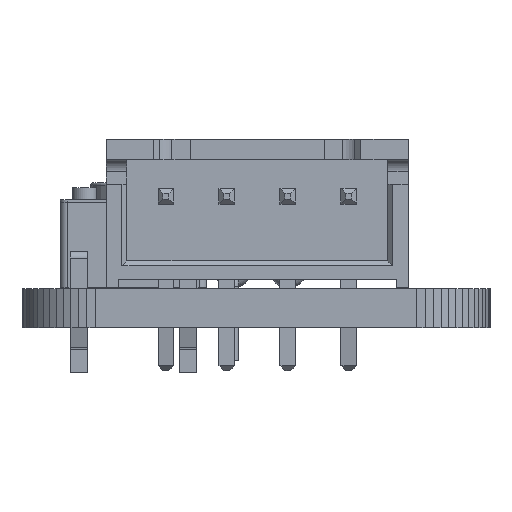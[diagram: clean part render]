
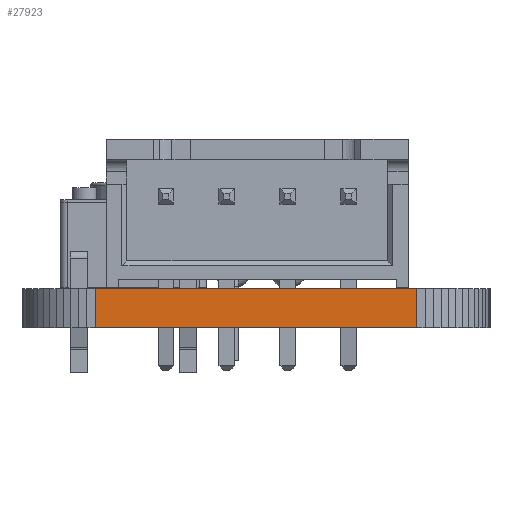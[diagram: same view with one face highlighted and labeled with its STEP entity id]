
A CAD part, front view. The second image highlights one B-rep face of the part: STEP entity #27923.
In plain terms, the highlighted planar face has unit normal (0, -1, 0).
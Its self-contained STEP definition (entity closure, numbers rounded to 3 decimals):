
#20835 = PLANE('',#20836);
#20836 = AXIS2_PLACEMENT_3D('',#20837,#20838,#20839);
#20837 = CARTESIAN_POINT('',(145.998,-82.,1.6));
#20838 = DIRECTION('',(-0.,-0.,-1.));
#20839 = DIRECTION('',(-1.,0.,0.));
#20889 = PLANE('',#20890);
#20890 = AXIS2_PLACEMENT_3D('',#20891,#20892,#20893);
#20891 = CARTESIAN_POINT('',(145.998,-82.,0.));
#20892 = DIRECTION('',(-0.,-0.,-1.));
#20893 = DIRECTION('',(-1.,0.,0.));
#21754 = VERTEX_POINT('',#21755);
#21755 = CARTESIAN_POINT('',(152.598,-103.5,0.));
#21769 = PLANE('',#21770);
#21770 = AXIS2_PLACEMENT_3D('',#21771,#21772,#21773);
#21771 = CARTESIAN_POINT('',(152.934,-103.481,0.));
#21772 = DIRECTION('',(0.056,-0.998,0.));
#21773 = DIRECTION('',(-0.998,-0.056,0.));
#21781 = EDGE_CURVE('',#21754,#21782,#21784,.T.);
#21782 = VERTEX_POINT('',#21783);
#21783 = CARTESIAN_POINT('',(139.398,-103.5,0.));
#21784 = SURFACE_CURVE('',#21785,(#21789,#21796),.PCURVE_S1.);
#21785 = LINE('',#21786,#21787);
#21786 = CARTESIAN_POINT('',(152.598,-103.5,0.));
#21787 = VECTOR('',#21788,1.);
#21788 = DIRECTION('',(-1.,0.,0.));
#21789 = PCURVE('',#20889,#21790);
#21790 = DEFINITIONAL_REPRESENTATION('',(#21791),#21795);
#21791 = LINE('',#21792,#21793);
#21792 = CARTESIAN_POINT('',(-6.6,-21.5));
#21793 = VECTOR('',#21794,1.);
#21794 = DIRECTION('',(1.,0.));
#21795 = ( GEOMETRIC_REPRESENTATION_CONTEXT(2) 
PARAMETRIC_REPRESENTATION_CONTEXT() REPRESENTATION_CONTEXT('2D SPACE',''
  ) );
#21796 = PCURVE('',#21797,#21802);
#21797 = PLANE('',#21798);
#21798 = AXIS2_PLACEMENT_3D('',#21799,#21800,#21801);
#21799 = CARTESIAN_POINT('',(152.598,-103.5,0.));
#21800 = DIRECTION('',(0.,-1.,0.));
#21801 = DIRECTION('',(-1.,0.,0.));
#21802 = DEFINITIONAL_REPRESENTATION('',(#21803),#21807);
#21803 = LINE('',#21804,#21805);
#21804 = CARTESIAN_POINT('',(0.,-0.));
#21805 = VECTOR('',#21806,1.);
#21806 = DIRECTION('',(1.,0.));
#21807 = ( GEOMETRIC_REPRESENTATION_CONTEXT(2) 
PARAMETRIC_REPRESENTATION_CONTEXT() REPRESENTATION_CONTEXT('2D SPACE',''
  ) );
#21825 = PLANE('',#21826);
#21826 = AXIS2_PLACEMENT_3D('',#21827,#21828,#21829);
#21827 = CARTESIAN_POINT('',(139.398,-103.5,0.));
#21828 = DIRECTION('',(-0.056,-0.998,0.));
#21829 = DIRECTION('',(-0.998,0.056,0.));
#24589 = VERTEX_POINT('',#24590);
#24590 = CARTESIAN_POINT('',(152.598,-103.5,1.6));
#24611 = EDGE_CURVE('',#24589,#24612,#24614,.T.);
#24612 = VERTEX_POINT('',#24613);
#24613 = CARTESIAN_POINT('',(139.398,-103.5,1.6));
#24614 = SURFACE_CURVE('',#24615,(#24619,#24626),.PCURVE_S1.);
#24615 = LINE('',#24616,#24617);
#24616 = CARTESIAN_POINT('',(152.598,-103.5,1.6));
#24617 = VECTOR('',#24618,1.);
#24618 = DIRECTION('',(-1.,0.,0.));
#24619 = PCURVE('',#20835,#24620);
#24620 = DEFINITIONAL_REPRESENTATION('',(#24621),#24625);
#24621 = LINE('',#24622,#24623);
#24622 = CARTESIAN_POINT('',(-6.6,-21.5));
#24623 = VECTOR('',#24624,1.);
#24624 = DIRECTION('',(1.,0.));
#24625 = ( GEOMETRIC_REPRESENTATION_CONTEXT(2) 
PARAMETRIC_REPRESENTATION_CONTEXT() REPRESENTATION_CONTEXT('2D SPACE',''
  ) );
#24626 = PCURVE('',#21797,#24627);
#24627 = DEFINITIONAL_REPRESENTATION('',(#24628),#24632);
#24628 = LINE('',#24629,#24630);
#24629 = CARTESIAN_POINT('',(0.,-1.6));
#24630 = VECTOR('',#24631,1.);
#24631 = DIRECTION('',(1.,0.));
#24632 = ( GEOMETRIC_REPRESENTATION_CONTEXT(2) 
PARAMETRIC_REPRESENTATION_CONTEXT() REPRESENTATION_CONTEXT('2D SPACE',''
  ) );
#27875 = EDGE_CURVE('',#21754,#24589,#27876,.T.);
#27876 = SURFACE_CURVE('',#27877,(#27881,#27888),.PCURVE_S1.);
#27877 = LINE('',#27878,#27879);
#27878 = CARTESIAN_POINT('',(152.598,-103.5,0.));
#27879 = VECTOR('',#27880,1.);
#27880 = DIRECTION('',(0.,0.,1.));
#27881 = PCURVE('',#21769,#27882);
#27882 = DEFINITIONAL_REPRESENTATION('',(#27883),#27887);
#27883 = LINE('',#27884,#27885);
#27884 = CARTESIAN_POINT('',(0.336,0.));
#27885 = VECTOR('',#27886,1.);
#27886 = DIRECTION('',(0.,-1.));
#27887 = ( GEOMETRIC_REPRESENTATION_CONTEXT(2) 
PARAMETRIC_REPRESENTATION_CONTEXT() REPRESENTATION_CONTEXT('2D SPACE',''
  ) );
#27888 = PCURVE('',#21797,#27889);
#27889 = DEFINITIONAL_REPRESENTATION('',(#27890),#27894);
#27890 = LINE('',#27891,#27892);
#27891 = CARTESIAN_POINT('',(0.,-0.));
#27892 = VECTOR('',#27893,1.);
#27893 = DIRECTION('',(0.,-1.));
#27894 = ( GEOMETRIC_REPRESENTATION_CONTEXT(2) 
PARAMETRIC_REPRESENTATION_CONTEXT() REPRESENTATION_CONTEXT('2D SPACE',''
  ) );
#27923 = ADVANCED_FACE('',(#27924),#21797,.T.);
#27924 = FACE_BOUND('',#27925,.T.);
#27925 = EDGE_LOOP('',(#27926,#27927,#27928,#27949));
#27926 = ORIENTED_EDGE('',*,*,#27875,.T.);
#27927 = ORIENTED_EDGE('',*,*,#24611,.T.);
#27928 = ORIENTED_EDGE('',*,*,#27929,.F.);
#27929 = EDGE_CURVE('',#21782,#24612,#27930,.T.);
#27930 = SURFACE_CURVE('',#27931,(#27935,#27942),.PCURVE_S1.);
#27931 = LINE('',#27932,#27933);
#27932 = CARTESIAN_POINT('',(139.398,-103.5,0.));
#27933 = VECTOR('',#27934,1.);
#27934 = DIRECTION('',(0.,0.,1.));
#27935 = PCURVE('',#21797,#27936);
#27936 = DEFINITIONAL_REPRESENTATION('',(#27937),#27941);
#27937 = LINE('',#27938,#27939);
#27938 = CARTESIAN_POINT('',(13.2,0.));
#27939 = VECTOR('',#27940,1.);
#27940 = DIRECTION('',(0.,-1.));
#27941 = ( GEOMETRIC_REPRESENTATION_CONTEXT(2) 
PARAMETRIC_REPRESENTATION_CONTEXT() REPRESENTATION_CONTEXT('2D SPACE',''
  ) );
#27942 = PCURVE('',#21825,#27943);
#27943 = DEFINITIONAL_REPRESENTATION('',(#27944),#27948);
#27944 = LINE('',#27945,#27946);
#27945 = CARTESIAN_POINT('',(0.,0.));
#27946 = VECTOR('',#27947,1.);
#27947 = DIRECTION('',(0.,-1.));
#27948 = ( GEOMETRIC_REPRESENTATION_CONTEXT(2) 
PARAMETRIC_REPRESENTATION_CONTEXT() REPRESENTATION_CONTEXT('2D SPACE',''
  ) );
#27949 = ORIENTED_EDGE('',*,*,#21781,.F.);
